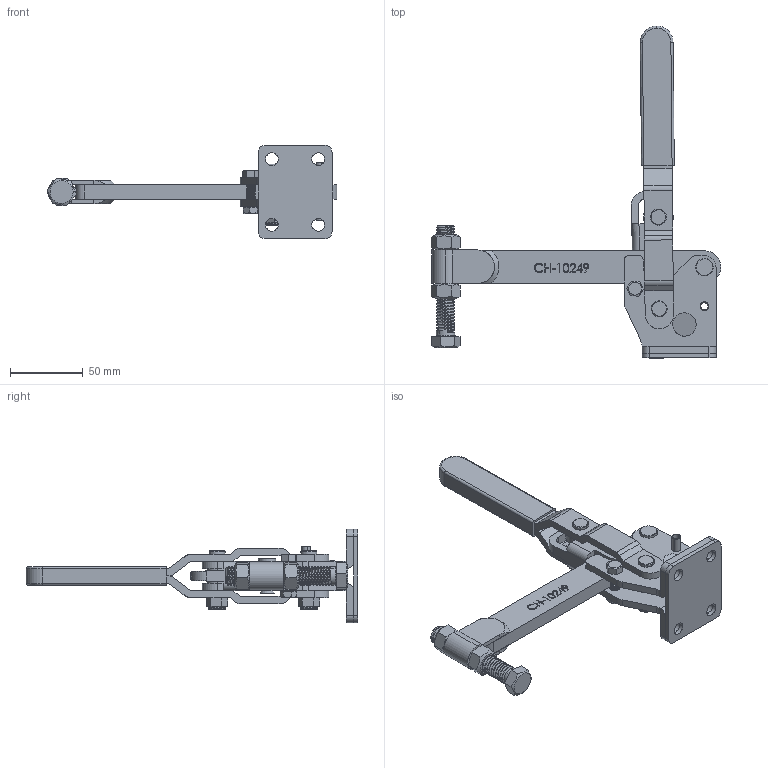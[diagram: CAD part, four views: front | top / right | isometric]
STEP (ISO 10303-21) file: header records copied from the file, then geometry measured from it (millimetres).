
FILE_DESCRIPTION (( 'STEP AP203' ), '1' );
FILE_NAME ('CH-10249.STEP', '2017-11-06T08:32:11', ( 'Windows' ), ( 'Microsoft' ), 'SwSTEP 2.0', 'SolidWorks 2015', '' );
FILE_SCHEMA (( 'CONFIG_CONTROL_DESIGN' ));
Length unit declared in the file: millimetre
Products named in the file (17): CH-10249; CH-10247-11; CH-10247-03 HANDLE; CH-10249-02 SOLID BAR_默认<按加工>; CH-10247-10; CH-10247-05; CH-10247-08; CH-10247-01 FLANGED BASE; CH-10247-06; 3-8-16 LOCK NUT; CH-10247-07; CH-SA-062510 SPINDLE SUPPLIED; M6 Nut; CH-SA-12300 Nut; CH-10247-09; CH-SA-12300 SPINDLE SUPPLIED; CH-10247-04 CONNECTING-PLATE
Assembly tree (21 placements, depth 2):
  CH-10249
    CH-10247-01 FLANGED BASE
    CH-10249-02 SOLID BAR_默认<按加工>
    CH-10247-05
    CH-10247-06  x2
    CH-10247-07
    M6 Nut
    CH-10247-09
    CH-10247-04 CONNECTING-PLATE
    CH-10247-11  x2
    CH-10247-03 HANDLE
    CH-10247-10
    CH-10247-08  x2
    3-8-16 LOCK NUT  x2
    CH-SA-062510 SPINDLE SUPPLIED
    CH-SA-12300 Nut  x2
    CH-SA-12300 SPINDLE SUPPLIED
Bounding box: 198.82 x 227.89 x 64.2 mm (x, y, z)
Volume: 182598.9 mm3; surface area: 108751.5 mm2
Topology: 27 solids, 27 shells, 1037 faces, 2778 edges, 1831 vertices
Faces by surface type: cylinder 381, plane 347, bspline 183, cone 114, torus 12
Entity records: 45120 total; most frequent: CARTESIAN_POINT 21887, ORIENTED_EDGE 4970, DIRECTION 3684, EDGE_CURVE 2485, VERTEX_POINT 1642, LINE 1230, VECTOR 1230, AXIS2_PLACEMENT_3D 1227
